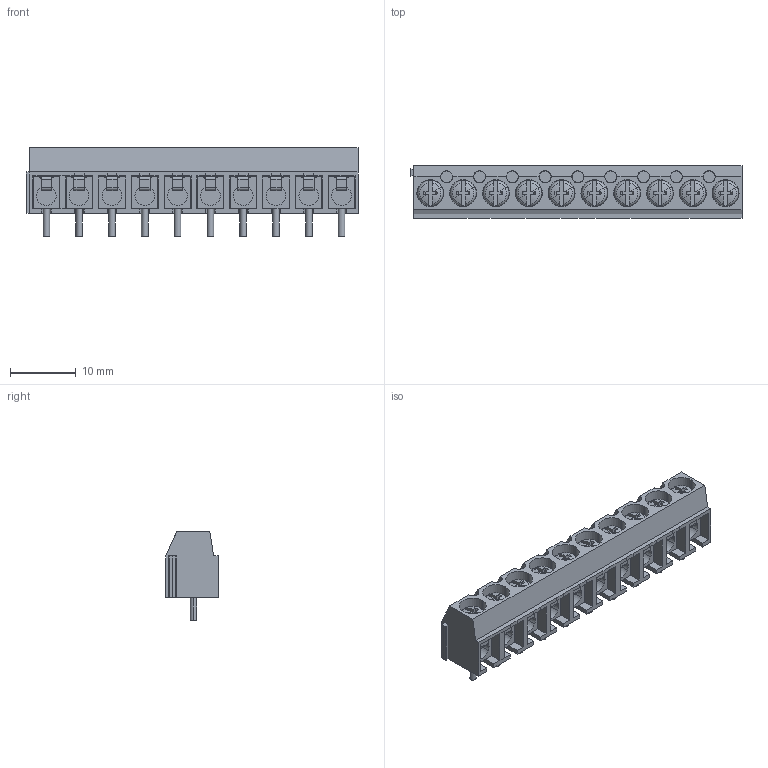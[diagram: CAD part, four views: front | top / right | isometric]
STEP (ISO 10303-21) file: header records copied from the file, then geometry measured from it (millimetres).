
FILE_DESCRIPTION(('CATIA V5 STEP Exchange','CAx-IF Rec.Pracs.--- Model Styling and Organization---1.4--- 2014-01-23'),'2;1');
FILE_NAME ('D1450000_1_1234720000_1234720000.stp','2022-05-05T13:13:09+00:00',('none'),('Weidmueller'),'CATIA Version 5-6 Release 2016 SP3 HF44','CATIA V5 STEP AP214','none');
FILE_SCHEMA(('AUTOMOTIVE_DESIGN { 1 0 10303 214 1 1 1 1 }'));
Length unit declared in the file: millimetre
Products named in the file (1): 1234720000
Bounding box: 50.6 x 8 x 13.5 mm (x, y, z)
Volume: 2211 mm3; surface area: 5642.5 mm2
Topology: 21 solids, 21 shells, 700 faces, 1998 edges, 1351 vertices
Faces by surface type: plane 425, cylinder 156, cone 59, revolution 40, torus 20
Entity records: 21977 total; most frequent: CARTESIAN_POINT 5632, ORIENTED_EDGE 3996, DIRECTION 2312, EDGE_CURVE 1998, VERTEX_POINT 1351, VECTOR 1210, LINE 1210, AXIS2_PLACEMENT_3D 777
